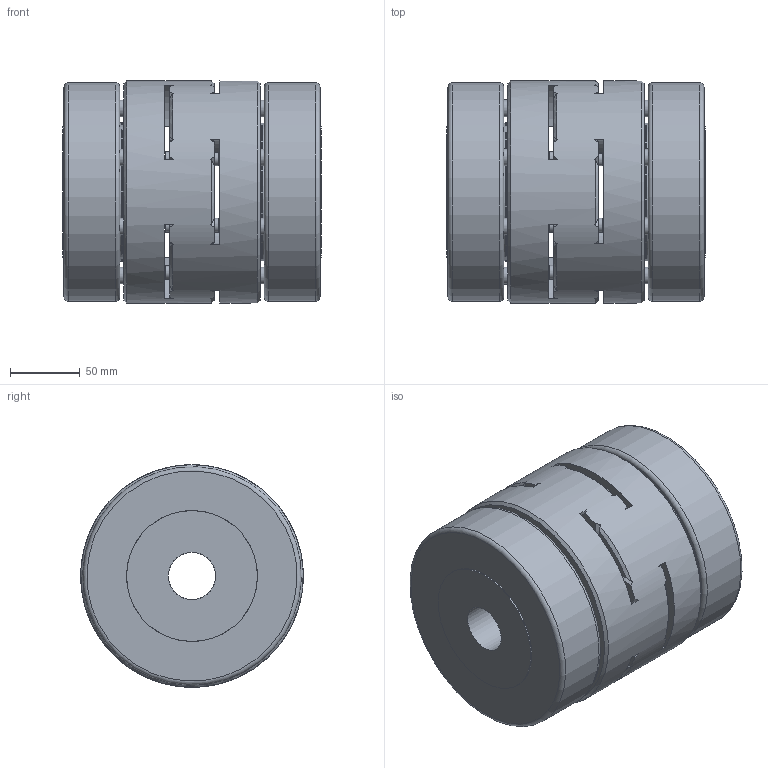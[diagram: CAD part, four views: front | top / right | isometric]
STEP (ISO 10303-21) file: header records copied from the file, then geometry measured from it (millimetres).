
FILE_DESCRIPTION( ( 'Unknown' ), '1' );
FILE_NAME( 'ESM-A 2000.stp', 'Unknown', ( 'Unknown' ), ( 'Unknown' ), 'PSStep 10.1', 'Unknown', ' ' );
FILE_SCHEMA( ( 'AUTOMOTIVE_DESIGN { 1 0 10303 214 1 1 1 1 }' ) );
Length unit declared in the file: millimetre
Products named in the file (1): 27322162
Bounding box: 186 x 160 x 160 mm (x, y, z)
Volume: 3118417.7 mm3; surface area: 370159.6 mm2
Topology: 1 solids, 17 shells, 675 faces, 1631 edges, 1035 vertices
Faces by surface type: plane 355, cylinder 170, cone 106, torus 24, extrusion 20
Full cylindrical faces by diameter (mm): 10 x8, 10.106 x24, 12 x16, 12.5 x16, 18 x16, 19 x16, 34 x2, 60 x1, 77 x2, 99.31 x2, 157 x2, 160 x1
Entity records: 24317 total; most frequent: CARTESIAN_POINT 4101, DIRECTION 3113, ORIENTED_EDGE 2698, EDGE_CURVE 1349, AXIS2_PLACEMENT_3D 1224, EDGE_LOOP 983, VERTEX_POINT 966, FACE_OUTER_BOUND 813
